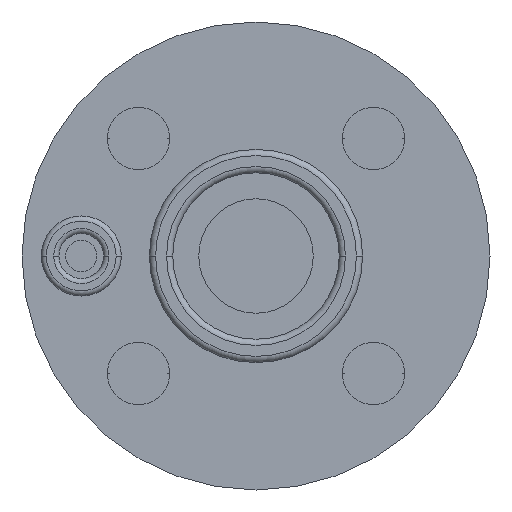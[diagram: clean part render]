
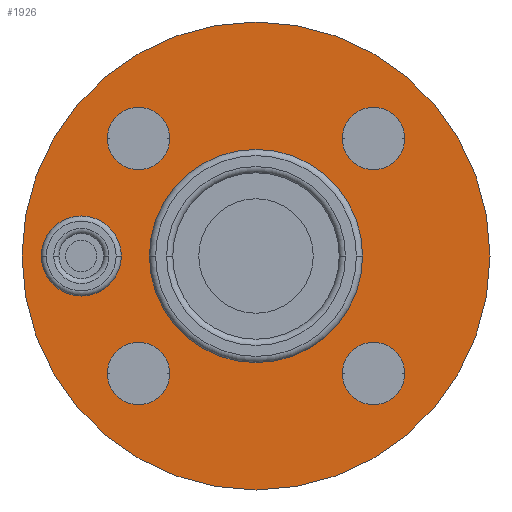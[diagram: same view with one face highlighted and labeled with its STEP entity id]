
A CAD part, front view. The second image highlights one B-rep face of the part: STEP entity #1926.
In plain terms, the highlighted planar face has unit normal (0, -1, 0).
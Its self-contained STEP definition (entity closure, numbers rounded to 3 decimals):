
#208=CARTESIAN_POINT('',(11.3,0.,11.3));
#209=DIRECTION('',(0.,-1.,0.));
#210=DIRECTION('',(-1.,0.,0.));
#211=AXIS2_PLACEMENT_3D('',#208,#209,#210);
#216=CARTESIAN_POINT('',(11.3,0.,11.3));
#217=DIRECTION('',(0.,-1.,0.));
#218=DIRECTION('',(1.,0.,0.));
#219=AXIS2_PLACEMENT_3D('',#216,#217,#218);
#224=CARTESIAN_POINT('',(-11.3,0.,11.3));
#225=DIRECTION('',(0.,-1.,0.));
#226=DIRECTION('',(-1.,0.,0.));
#227=AXIS2_PLACEMENT_3D('',#224,#225,#226);
#232=CARTESIAN_POINT('',(-11.3,0.,11.3));
#233=DIRECTION('',(0.,-1.,0.));
#234=DIRECTION('',(1.,0.,0.));
#235=AXIS2_PLACEMENT_3D('',#232,#233,#234);
#240=CARTESIAN_POINT('',(11.3,0.,-11.3));
#241=DIRECTION('',(0.,-1.,0.));
#242=DIRECTION('',(-1.,0.,0.));
#243=AXIS2_PLACEMENT_3D('',#240,#241,#242);
#248=CARTESIAN_POINT('',(11.3,0.,-11.3));
#249=DIRECTION('',(0.,-1.,0.));
#250=DIRECTION('',(1.,0.,0.));
#251=AXIS2_PLACEMENT_3D('',#248,#249,#250);
#256=CARTESIAN_POINT('',(-11.3,0.,-11.3));
#257=DIRECTION('',(0.,-1.,0.));
#258=DIRECTION('',(-1.,0.,0.));
#259=AXIS2_PLACEMENT_3D('',#256,#257,#258);
#264=CARTESIAN_POINT('',(-11.3,0.,-11.3));
#265=DIRECTION('',(0.,-1.,0.));
#266=DIRECTION('',(1.,0.,0.));
#267=AXIS2_PLACEMENT_3D('',#264,#265,#266);
#288=CARTESIAN_POINT('',(-16.8,0.,0.));
#289=DIRECTION('',(0.,1.,0.));
#290=DIRECTION('',(1.,0.,0.));
#291=AXIS2_PLACEMENT_3D('',#288,#289,#290);
#296=CARTESIAN_POINT('',(-16.8,0.,0.));
#297=DIRECTION('',(0.,1.,0.));
#298=DIRECTION('',(-1.,0.,0.));
#299=AXIS2_PLACEMENT_3D('',#296,#297,#298);
#304=CARTESIAN_POINT('',(0.,0.,0.));
#305=DIRECTION('',(0.,1.,0.));
#306=DIRECTION('',(-1.,0.,0.));
#307=AXIS2_PLACEMENT_3D('',#304,#305,#306);
#312=CARTESIAN_POINT('',(0.,0.,0.));
#313=DIRECTION('',(0.,1.,0.));
#314=DIRECTION('',(1.,0.,0.));
#315=AXIS2_PLACEMENT_3D('',#312,#313,#314);
#320=CARTESIAN_POINT('',(0.,0.,0.));
#321=DIRECTION('',(0.,1.,0.));
#322=DIRECTION('',(1.,0.,0.));
#323=AXIS2_PLACEMENT_3D('',#320,#321,#322);
#335=CARTESIAN_POINT('',(0.,0.,0.));
#336=DIRECTION('',(0.,-1.,0.));
#337=DIRECTION('',(1.,0.,0.));
#338=AXIS2_PLACEMENT_3D('',#335,#336,#337);
#1607=CARTESIAN_POINT('',(22.5,0.,0.));
#1609=VERTEX_POINT('',#1607);
#1631=CARTESIAN_POINT('',(-22.5,0.,0.));
#1633=VERTEX_POINT('',#1631);
#1677=CARTESIAN_POINT('',(8.3,0.,11.3));
#1678=CARTESIAN_POINT('',(14.3,0.,11.3));
#1679=VERTEX_POINT('',#1677);
#1680=VERTEX_POINT('',#1678);
#1691=CARTESIAN_POINT('',(-14.3,0.,11.3));
#1692=VERTEX_POINT('',#1691);
#1693=CARTESIAN_POINT('',(-8.3,0.,11.3));
#1694=VERTEX_POINT('',#1693);
#1705=CARTESIAN_POINT('',(8.3,0.,-11.3));
#1706=VERTEX_POINT('',#1705);
#1707=CARTESIAN_POINT('',(14.3,0.,-11.3));
#1708=VERTEX_POINT('',#1707);
#1719=CARTESIAN_POINT('',(-14.3,0.,-11.3));
#1720=VERTEX_POINT('',#1719);
#1721=CARTESIAN_POINT('',(-8.3,0.,-11.3));
#1722=VERTEX_POINT('',#1721);
#1735=CARTESIAN_POINT('',(-13.45,0.,0.));
#1736=CARTESIAN_POINT('',(-20.15,0.,0.));
#1737=VERTEX_POINT('',#1735);
#1738=VERTEX_POINT('',#1736);
#1759=CARTESIAN_POINT('',(-9.65,0.,0.));
#1760=CARTESIAN_POINT('',(9.65,0.,0.));
#1761=VERTEX_POINT('',#1759);
#1762=VERTEX_POINT('',#1760);
#1881=CARTESIAN_POINT('',(0.,0.,0.));
#1882=DIRECTION('',(0.,1.,0.));
#1883=DIRECTION('',(1.,0.,0.));
#1884=AXIS2_PLACEMENT_3D('',#1881,#1882,#1883);
#1885=PLANE('',#1884);
#1887=ORIENTED_EDGE('',*,*,#1886,.T.);
#1889=ORIENTED_EDGE('',*,*,#1888,.F.);
#1890=EDGE_LOOP('',(#1887,#1889));
#1891=FACE_OUTER_BOUND('',#1890,.F.);
#1893=ORIENTED_EDGE('',*,*,#1892,.T.);
#1895=ORIENTED_EDGE('',*,*,#1894,.T.);
#1896=EDGE_LOOP('',(#1893,#1895));
#1897=FACE_BOUND('',#1896,.F.);
#1899=ORIENTED_EDGE('',*,*,#1898,.T.);
#1901=ORIENTED_EDGE('',*,*,#1900,.T.);
#1902=EDGE_LOOP('',(#1899,#1901));
#1903=FACE_BOUND('',#1902,.F.);
#1904=ORIENTED_EDGE('',*,*,#1863,.T.);
#1905=ORIENTED_EDGE('',*,*,#1874,.T.);
#1906=EDGE_LOOP('',(#1904,#1905));
#1907=FACE_BOUND('',#1906,.F.);
#1909=ORIENTED_EDGE('',*,*,#1908,.T.);
#1911=ORIENTED_EDGE('',*,*,#1910,.T.);
#1912=EDGE_LOOP('',(#1909,#1911));
#1913=FACE_BOUND('',#1912,.F.);
#1915=ORIENTED_EDGE('',*,*,#1914,.F.);
#1917=ORIENTED_EDGE('',*,*,#1916,.F.);
#1918=EDGE_LOOP('',(#1915,#1917));
#1919=FACE_BOUND('',#1918,.F.);
#1921=ORIENTED_EDGE('',*,*,#1920,.F.);
#1923=ORIENTED_EDGE('',*,*,#1922,.F.);
#1924=EDGE_LOOP('',(#1921,#1923));
#1925=FACE_BOUND('',#1924,.F.);
#212=CIRCLE('',#211,3.);
#220=CIRCLE('',#219,3.);
#228=CIRCLE('',#227,3.);
#236=CIRCLE('',#235,3.);
#244=CIRCLE('',#243,3.);
#252=CIRCLE('',#251,3.);
#260=CIRCLE('',#259,3.);
#268=CIRCLE('',#267,3.);
#292=CIRCLE('',#291,3.35);
#300=CIRCLE('',#299,3.35);
#308=CIRCLE('',#307,9.65);
#316=CIRCLE('',#315,9.65);
#324=CIRCLE('',#323,22.5);
#339=CIRCLE('',#338,22.5);
#1863=EDGE_CURVE('',#1706,#1708,#244,.T.);
#1874=EDGE_CURVE('',#1708,#1706,#252,.T.);
#1886=EDGE_CURVE('',#1609,#1633,#324,.T.);
#1888=EDGE_CURVE('',#1609,#1633,#339,.T.);
#1892=EDGE_CURVE('',#1679,#1680,#212,.T.);
#1894=EDGE_CURVE('',#1680,#1679,#220,.T.);
#1898=EDGE_CURVE('',#1692,#1694,#228,.T.);
#1900=EDGE_CURVE('',#1694,#1692,#236,.T.);
#1908=EDGE_CURVE('',#1720,#1722,#260,.T.);
#1910=EDGE_CURVE('',#1722,#1720,#268,.T.);
#1914=EDGE_CURVE('',#1737,#1738,#292,.T.);
#1916=EDGE_CURVE('',#1738,#1737,#300,.T.);
#1920=EDGE_CURVE('',#1761,#1762,#308,.T.);
#1922=EDGE_CURVE('',#1762,#1761,#316,.T.);
#1926=ADVANCED_FACE('',(#1891,#1897,#1903,#1907,#1913,#1919,#1925),#1885,.F.);
